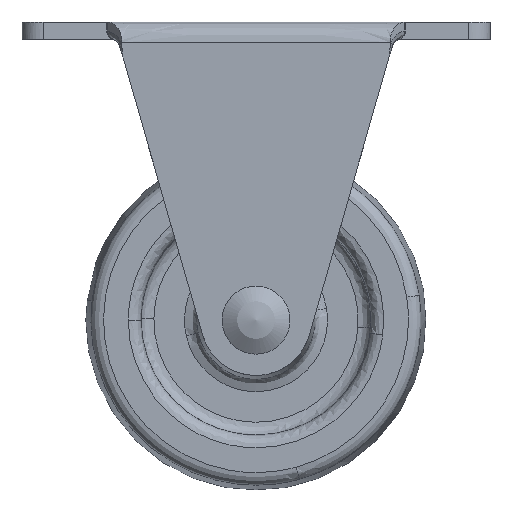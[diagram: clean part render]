
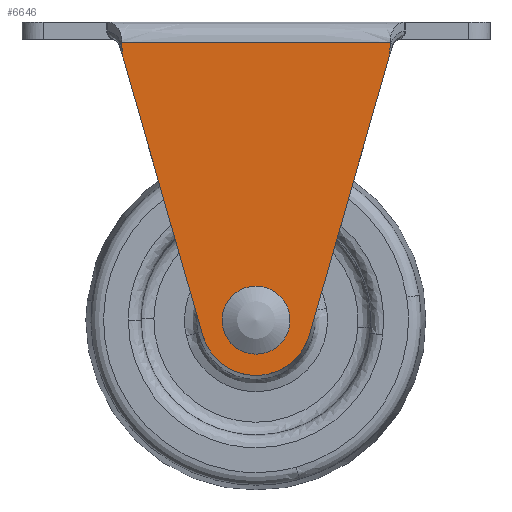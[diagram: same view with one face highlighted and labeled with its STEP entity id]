
A CAD part, front view. The second image highlights one B-rep face of the part: STEP entity #6646.
In plain terms, the highlighted free-form (B-spline) face has degree [1, 1] with [2, 2] control points.
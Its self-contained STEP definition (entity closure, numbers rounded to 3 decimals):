
#3621=CARTESIAN_POINT('',(2.994,-12.0,-34.817));
#3622=VERTEX_POINT('',#3621);
#3628=CARTESIAN_POINT('',(0.0,-12.0,-32.));
#3629=VERTEX_POINT('',#3628);
#3630=CARTESIAN_POINT('',(0.0,-12.0,-32.));
#3631=CARTESIAN_POINT('',(2.822,-12.0,-32.));
#3632=CARTESIAN_POINT('',(2.994,-12.0,-34.817));
#3640=(BOUNDED_CURVE()B_SPLINE_CURVE(2,(#3630,#3631,#3632),.UNSPECIFIED.,.F.,.U.)B_SPLINE_CURVE_WITH_KNOTS((3,3),(0.5,0.739),.UNSPECIFIED.)CURVE()GEOMETRIC_REPRESENTATION_ITEM()RATIONAL_B_SPLINE_CURVE((1.0,0.72,0.976))REPRESENTATION_ITEM(''));
#3641=EDGE_CURVE('',#3629,#3622,#3640,.T.);
#3643=CARTESIAN_POINT('',(-2.979,-12.0,-35.354));
#3644=VERTEX_POINT('',#3643);
#3645=CARTESIAN_POINT('',(-2.979,-12.,-35.354));
#3646=CARTESIAN_POINT('',(-3.,-12.0,-35.178));
#3647=CARTESIAN_POINT('',(-3.,-12.0,-35.0));
#3648=CARTESIAN_POINT('',(-3.,-12.0,-32.));
#3649=CARTESIAN_POINT('',(0.0,-12.0,-32.));
#3657=(BOUNDED_CURVE()B_SPLINE_CURVE(2,(#3645,#3646,#3647,#3648,#3649),.UNSPECIFIED.,.F.,.U.)B_SPLINE_CURVE_WITH_KNOTS((3,2,3),(0.23,0.25,0.5),.UNSPECIFIED.)CURVE()GEOMETRIC_REPRESENTATION_ITEM()RATIONAL_B_SPLINE_CURVE((0.956,0.976,1.0,0.707,1.0))REPRESENTATION_ITEM(''));
#3658=EDGE_CURVE('',#3644,#3629,#3657,.T.);
#3702=CARTESIAN_POINT('',(0.0,-12.0,-38.));
#3703=VERTEX_POINT('',#3702);
#3704=CARTESIAN_POINT('',(0.0,-12.0,-38.));
#3705=CARTESIAN_POINT('',(-2.665,-12.0,-38.));
#3706=CARTESIAN_POINT('',(-2.979,-12.,-35.354));
#3714=(BOUNDED_CURVE()B_SPLINE_CURVE(2,(#3704,#3705,#3706),.UNSPECIFIED.,.F.,.U.)B_SPLINE_CURVE_WITH_KNOTS((3,3),(0.0,0.23),.UNSPECIFIED.)CURVE()GEOMETRIC_REPRESENTATION_ITEM()RATIONAL_B_SPLINE_CURVE((1.0,0.731,0.956))REPRESENTATION_ITEM(''));
#3715=EDGE_CURVE('',#3703,#3644,#3714,.T.);
#3717=CARTESIAN_POINT('',(2.994,-12.,-34.817));
#3718=CARTESIAN_POINT('',(3.,-12.,-34.908));
#3719=CARTESIAN_POINT('',(3.,-12.0,-35.0));
#3720=CARTESIAN_POINT('',(3.,-12.0,-38.));
#3721=CARTESIAN_POINT('',(0.0,-12.0,-38.));
#3729=(BOUNDED_CURVE()B_SPLINE_CURVE(2,(#3717,#3718,#3719,#3720,#3721),.UNSPECIFIED.,.F.,.U.)B_SPLINE_CURVE_WITH_KNOTS((3,2,3),(0.739,0.75,1.0),.UNSPECIFIED.)CURVE()GEOMETRIC_REPRESENTATION_ITEM()RATIONAL_B_SPLINE_CURVE((0.976,0.988,1.0,0.707,1.0))REPRESENTATION_ITEM(''));
#3730=EDGE_CURVE('',#3622,#3703,#3729,.T.);
#4627=CARTESIAN_POINT('',(15.49,-12.0,-4.642));
#4628=VERTEX_POINT('',#4627);
#4629=CARTESIAN_POINT('',(15.75,-12.0,-2.97));
#4630=VERTEX_POINT('',#4629);
#4631=CARTESIAN_POINT('',(15.49,-12.0,-4.642));
#4632=CARTESIAN_POINT('',(15.75,-12.,-3.739));
#4633=CARTESIAN_POINT('',(15.75,-12.0,-2.97));
#4641=(BOUNDED_CURVE()B_SPLINE_CURVE(2,(#4631,#4632,#4633),.UNSPECIFIED.,.F.,.U.)CURVE()GEOMETRIC_REPRESENTATION_ITEM()QUASI_UNIFORM_CURVE()RATIONAL_B_SPLINE_CURVE((1.0,0.945,1.0))REPRESENTATION_ITEM(''));
#4642=EDGE_CURVE('',#4628,#4630,#4641,.T.);
#4806=CARTESIAN_POINT('',(-15.49,-12.0,-4.642));
#4807=VERTEX_POINT('',#4806);
#4813=CARTESIAN_POINT('',(-15.75,-12.0,-2.97));
#4814=VERTEX_POINT('',#4813);
#4815=CARTESIAN_POINT('',(-15.75,-12.0,-2.97));
#4816=CARTESIAN_POINT('',(-15.75,-12.,-3.739));
#4817=CARTESIAN_POINT('',(-15.49,-12.0,-4.642));
#4825=(BOUNDED_CURVE()B_SPLINE_CURVE(2,(#4815,#4816,#4817),.UNSPECIFIED.,.F.,.U.)CURVE()GEOMETRIC_REPRESENTATION_ITEM()QUASI_UNIFORM_CURVE()RATIONAL_B_SPLINE_CURVE((1.0,0.945,1.0))REPRESENTATION_ITEM(''));
#4826=EDGE_CURVE('',#4814,#4807,#4825,.T.);
#5445=CARTESIAN_POINT('',(-15.75,-12.0,-2.4));
#5446=VERTEX_POINT('',#5445);
#5486=CARTESIAN_POINT('',(15.75,-12.0,-2.4));
#5487=VERTEX_POINT('',#5486);
#5488=CARTESIAN_POINT('',(15.75,-12.0,-2.4));
#5489=CARTESIAN_POINT('',(10.5,-12.0,-2.4));
#5490=CARTESIAN_POINT('',(5.25,-12.0,-2.4));
#5491=CARTESIAN_POINT('',(0.,-12.0,-2.4));
#5492=CARTESIAN_POINT('',(-5.25,-12.0,-2.4));
#5493=CARTESIAN_POINT('',(-10.5,-12.0,-2.4));
#5494=CARTESIAN_POINT('',(-15.75,-12.0,-2.4));
#5495=B_SPLINE_CURVE_WITH_KNOTS('',3,(#5488,#5489,#5490,#5491,#5492,#5493,#5494),.UNSPECIFIED.,.F.,.U.,(4,3,4),(0.41,0.5,0.59),.UNSPECIFIED.);
#5496=EDGE_CURVE('',#5487,#5446,#5495,.T.);
#5834=CARTESIAN_POINT('',(6.247,-12.0,-36.796));
#5835=VERTEX_POINT('',#5834);
#5836=CARTESIAN_POINT('',(15.49,-12.0,-4.642));
#5837=CARTESIAN_POINT('',(6.247,-12.0,-36.796));
#5838=QUASI_UNIFORM_CURVE('',1,(#5836,#5837),.UNSPECIFIED.,.F.,.U.);
#5839=EDGE_CURVE('',#4628,#5835,#5838,.T.);
#5862=CARTESIAN_POINT('',(-6.247,-12.0,-36.796));
#5863=VERTEX_POINT('',#5862);
#5864=CARTESIAN_POINT('',(-6.247,-12.0,-36.796));
#5865=CARTESIAN_POINT('',(-15.49,-12.0,-4.642));
#5866=QUASI_UNIFORM_CURVE('',1,(#5864,#5865),.UNSPECIFIED.,.F.,.U.);
#5867=EDGE_CURVE('',#5863,#4807,#5866,.T.);
#5906=CARTESIAN_POINT('',(-6.247,-12.0,-36.796));
#5907=CARTESIAN_POINT('',(-4.895,-12.,-41.5));
#5908=CARTESIAN_POINT('',(0.,-12.0,-41.5));
#5909=CARTESIAN_POINT('',(4.895,-12.,-41.5));
#5910=CARTESIAN_POINT('',(6.247,-12.0,-36.796));
#5918=(BOUNDED_CURVE()B_SPLINE_CURVE(2,(#5906,#5907,#5908,#5909,#5910),.UNSPECIFIED.,.F.,.U.)B_SPLINE_CURVE_WITH_KNOTS((3,2,3),(0.0,0.5,1.0),.UNSPECIFIED.)CURVE()GEOMETRIC_REPRESENTATION_ITEM()RATIONAL_B_SPLINE_CURVE((1.0,0.799,1.0,0.799,1.0))REPRESENTATION_ITEM(''));
#5919=EDGE_CURVE('',#5863,#5835,#5918,.T.);
#6526=CARTESIAN_POINT('',(15.75,-12.0,-2.97));
#6527=CARTESIAN_POINT('',(15.75,-12.0,-2.4));
#6528=QUASI_UNIFORM_CURVE('',1,(#6526,#6527),.UNSPECIFIED.,.F.,.U.);
#6529=EDGE_CURVE('',#4630,#5487,#6528,.T.);
#6544=CARTESIAN_POINT('',(-15.75,-12.0,-2.97));
#6545=CARTESIAN_POINT('',(-15.75,-12.0,-2.4));
#6546=QUASI_UNIFORM_CURVE('',1,(#6544,#6545),.UNSPECIFIED.,.F.,.U.);
#6547=EDGE_CURVE('',#4814,#5446,#6546,.T.);
#6625=CARTESIAN_POINT('',(-17.323,-12.0,-0.447));
#6626=CARTESIAN_POINT('',(-17.323,-12.0,-43.453));
#6627=CARTESIAN_POINT('',(17.323,-12.0,-0.447));
#6628=CARTESIAN_POINT('',(17.323,-12.0,-43.453));
#6629=B_SPLINE_SURFACE_WITH_KNOTS('',1,1,((#6625,#6627),(#6626,#6628)),.UNSPECIFIED.,.F.,.F.,.U.,(2,2),(2,2),(0.0,43.006),(0.0,34.647),.UNSPECIFIED.);
#6630=ORIENTED_EDGE('',*,*,#6547,.F.);
#6631=ORIENTED_EDGE('',*,*,#4826,.T.);
#6632=ORIENTED_EDGE('',*,*,#5867,.F.);
#6633=ORIENTED_EDGE('',*,*,#5919,.T.);
#6634=ORIENTED_EDGE('',*,*,#5839,.F.);
#6635=ORIENTED_EDGE('',*,*,#4642,.T.);
#6636=ORIENTED_EDGE('',*,*,#6529,.T.);
#6637=ORIENTED_EDGE('',*,*,#5496,.T.);
#6638=EDGE_LOOP('',(#6630,#6631,#6632,#6633,#6634,#6635,#6636,#6637));
#6639=FACE_OUTER_BOUND('',#6638,.T.);
#6640=ORIENTED_EDGE('',*,*,#3641,.T.);
#6641=ORIENTED_EDGE('',*,*,#3730,.T.);
#6642=ORIENTED_EDGE('',*,*,#3715,.T.);
#6643=ORIENTED_EDGE('',*,*,#3658,.T.);
#6644=EDGE_LOOP('',(#6640,#6641,#6642,#6643));
#6645=FACE_BOUND('',#6644,.T.);
#6646=ADVANCED_FACE('',(#6639,#6645),#6629,.T.);
